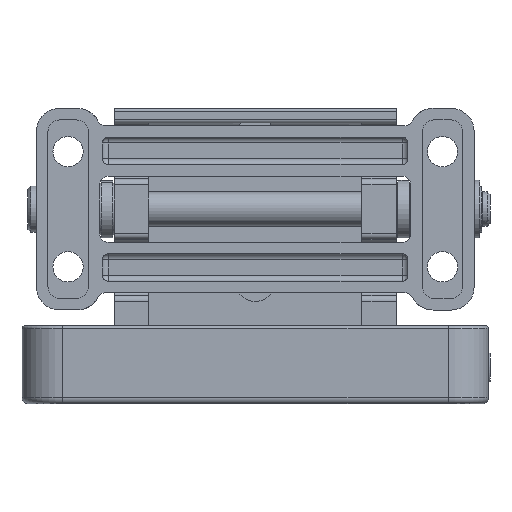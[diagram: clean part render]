
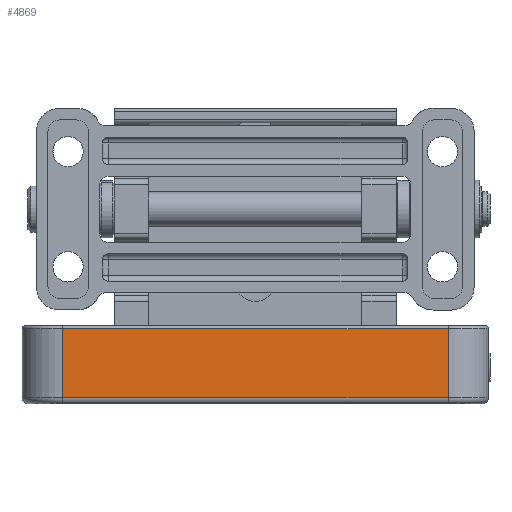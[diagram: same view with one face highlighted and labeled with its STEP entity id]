
A CAD part, front view. The second image highlights one B-rep face of the part: STEP entity #4869.
In plain terms, the highlighted face is planar.
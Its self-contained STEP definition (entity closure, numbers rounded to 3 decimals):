
#35 = FACE_OUTER_BOUND ( 'NONE', #8329, .T. ) ;
#2350 = DIRECTION ( 'NONE',  ( 0., 0., -1. ) ) ;
#2352 = DIRECTION ( 'NONE',  ( 1., 0., 0. ) ) ;
#2353 = CARTESIAN_POINT ( 'NONE',  ( -85., 81., -12.5 ) ) ;
#2356 = PLANE ( 'NONE',  #12092 ) ;
#2483 = DIRECTION ( 'NONE',  ( 0., 1., 0. ) ) ;
#2488 = DIRECTION ( 'NONE',  ( 0., -1., 0. ) ) ;
#2556 = CARTESIAN_POINT ( 'NONE',  ( -85., 67., -12.5 ) ) ;
#2568 = DIRECTION ( 'NONE',  ( 0., 0., 1. ) ) ;
#2586 = CARTESIAN_POINT ( 'NONE',  ( -85., -67., -12.5 ) ) ;
#2613 = DIRECTION ( 'NONE',  ( 0., 0., -1. ) ) ;
#2621 = CARTESIAN_POINT ( 'NONE',  ( -85., 81., -10.5 ) ) ;
#2623 = CARTESIAN_POINT ( 'NONE',  ( -85., 81., 13.5 ) ) ;
#4869 = ADVANCED_FACE ( 'NONE', ( #35 ), #2356, .F. ) ;
#6160 = VERTEX_POINT ( 'NONE', #11809 ) ;
#6161 = VERTEX_POINT ( 'NONE', #12010 ) ;
#6162 = VERTEX_POINT ( 'NONE', #11956 ) ;
#6164 = VERTEX_POINT ( 'NONE', #11805 ) ;
#7928 = VECTOR ( 'NONE', #2488, 1000. ) ;
#7995 = VECTOR ( 'NONE', #2483, 1000. ) ;
#8006 = VECTOR ( 'NONE', #2568, 1000. ) ;
#8031 = VECTOR ( 'NONE', #2613, 1000. ) ;
#8298 = ORIENTED_EDGE ( 'NONE', *, *, #13341, .T. ) ;
#8329 = EDGE_LOOP ( 'NONE', ( #8895, #8905, #8298, #8904 ) ) ;
#8895 = ORIENTED_EDGE ( 'NONE', *, *, #13351, .T. ) ;
#8904 = ORIENTED_EDGE ( 'NONE', *, *, #13336, .T. ) ;
#8905 = ORIENTED_EDGE ( 'NONE', *, *, #13353, .T. ) ;
#11805 = CARTESIAN_POINT ( 'NONE',  ( -85., 67., 13.5 ) ) ;
#11809 = CARTESIAN_POINT ( 'NONE',  ( -85., 67., -10.5 ) ) ;
#11956 = CARTESIAN_POINT ( 'NONE',  ( -85., -67., -10.5 ) ) ;
#12010 = CARTESIAN_POINT ( 'NONE',  ( -85., -67., 13.5 ) ) ;
#12092 = AXIS2_PLACEMENT_3D ( 'NONE', #2353, #2352, #2350 ) ;
#12891 = LINE ( 'NONE', #2621, #7928 ) ;
#12894 = LINE ( 'NONE', #2556, #8031 ) ;
#12900 = LINE ( 'NONE', #2586, #8006 ) ;
#12901 = LINE ( 'NONE', #2623, #7995 ) ;
#13336 = EDGE_CURVE ( 'NONE', #6160, #6162, #12891, .T. ) ;
#13341 = EDGE_CURVE ( 'NONE', #6164, #6160, #12894, .T. ) ;
#13351 = EDGE_CURVE ( 'NONE', #6162, #6161, #12900, .T. ) ;
#13353 = EDGE_CURVE ( 'NONE', #6161, #6164, #12901, .T. ) ;
